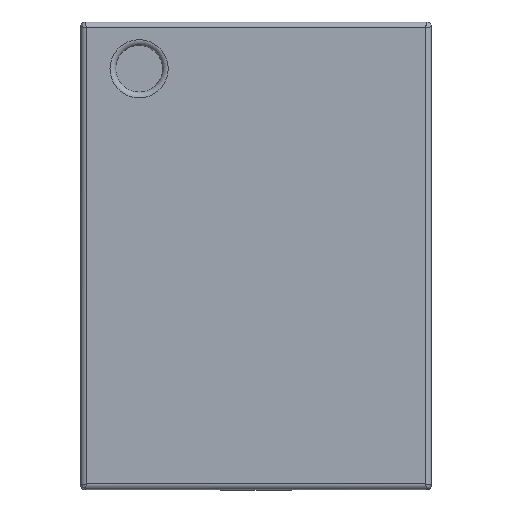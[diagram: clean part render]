
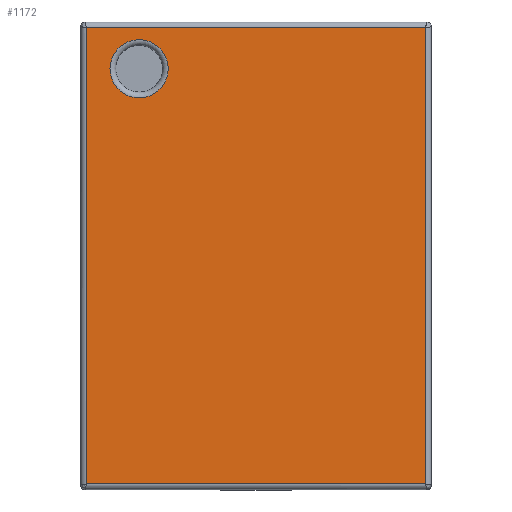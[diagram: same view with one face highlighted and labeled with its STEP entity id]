
A CAD part, top view. The second image highlights one B-rep face of the part: STEP entity #1172.
In plain terms, the highlighted planar face has unit normal (0, 0, 1).
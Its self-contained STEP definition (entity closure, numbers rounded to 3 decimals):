
#36=FACE_BOUND('',#214,.T.);
#42=PLANE('',#1280);
#133=FACE_OUTER_BOUND('',#213,.T.);
#213=EDGE_LOOP('',(#897,#898,#899,#900));
#214=EDGE_LOOP('',(#901));
#293=LINE('',#2125,#433);
#294=LINE('',#2127,#434);
#295=LINE('',#2129,#435);
#296=LINE('',#2131,#436);
#433=VECTOR('',#1400,10.);
#434=VECTOR('',#1403,10.);
#435=VECTOR('',#1406,10.);
#436=VECTOR('',#1409,10.);
#565=CIRCLE('',#1281,0.124);
#572=VERTEX_POINT('',#1688);
#582=VERTEX_POINT('',#1817);
#585=VERTEX_POINT('',#1928);
#587=VERTEX_POINT('',#2037);
#588=VERTEX_POINT('',#2133);
#702=EDGE_CURVE('',#585,#587,#293,.T.);
#703=EDGE_CURVE('',#587,#572,#294,.T.);
#704=EDGE_CURVE('',#572,#582,#295,.T.);
#705=EDGE_CURVE('',#582,#585,#296,.T.);
#706=EDGE_CURVE('',#588,#588,#565,.T.);
#897=ORIENTED_EDGE('',*,*,#702,.F.);
#898=ORIENTED_EDGE('',*,*,#705,.F.);
#899=ORIENTED_EDGE('',*,*,#704,.F.);
#900=ORIENTED_EDGE('',*,*,#703,.F.);
#901=ORIENTED_EDGE('',*,*,#706,.F.);
#1172=ADVANCED_FACE('',(#133,#36),#42,.T.);
#1280=AXIS2_PLACEMENT_3D('',#2132,#1410,#1411);
#1281=AXIS2_PLACEMENT_3D('',#2134,#1412,#1413);
#1400=DIRECTION('',(-1.,0.,0.));
#1403=DIRECTION('',(0.,1.,0.));
#1406=DIRECTION('',(1.,0.,0.));
#1409=DIRECTION('',(0.,-1.,0.));
#1410=DIRECTION('center_axis',(0.,0.,1.));
#1411=DIRECTION('ref_axis',(1.,0.,0.));
#1412=DIRECTION('center_axis',(0.,0.,1.));
#1413=DIRECTION('ref_axis',(1.,0.,0.));
#1688=CARTESIAN_POINT('',(-0.725,0.975,0.58));
#1817=CARTESIAN_POINT('',(0.725,0.975,0.58));
#1928=CARTESIAN_POINT('',(0.725,-0.975,0.58));
#2037=CARTESIAN_POINT('',(-0.725,-0.975,0.58));
#2125=CARTESIAN_POINT('',(-0.375,-0.975,0.58));
#2127=CARTESIAN_POINT('',(-0.725,0.5,0.58));
#2129=CARTESIAN_POINT('',(0.375,0.975,0.58));
#2131=CARTESIAN_POINT('',(0.725,-0.5,0.58));
#2132=CARTESIAN_POINT('Origin',(0.,0.,0.58));
#2133=CARTESIAN_POINT('',(-0.624,0.8,0.58));
#2134=CARTESIAN_POINT('Origin',(-0.5,0.8,0.58));
